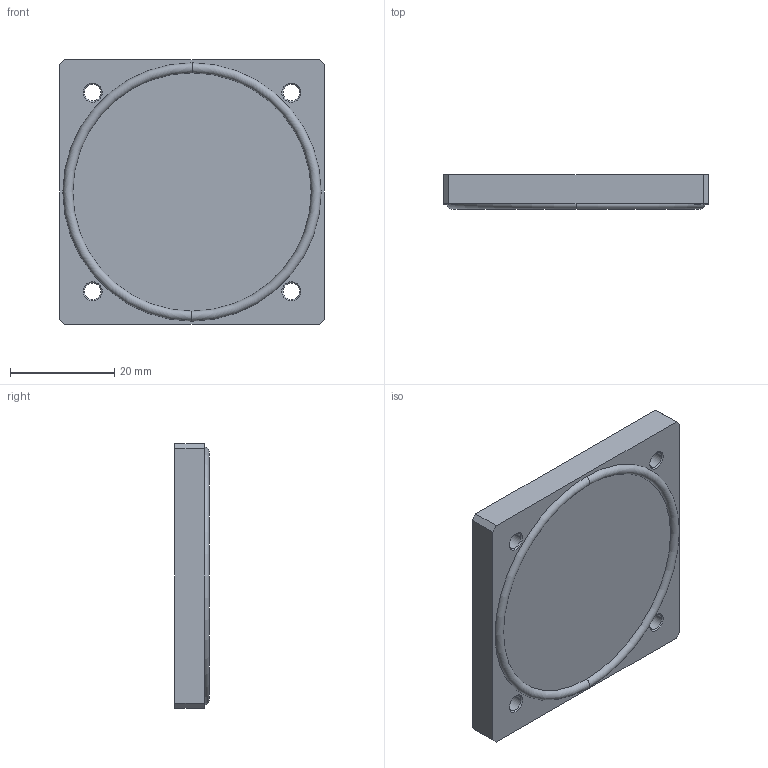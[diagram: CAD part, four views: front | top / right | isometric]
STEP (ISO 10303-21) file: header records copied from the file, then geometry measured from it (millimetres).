
FILE_DESCRIPTION((''),'2;1');
FILE_NAME('CSJ-T1A_ASM','2021-05-24T',('Administrator'),(''),'CREO PARAMETRIC BY PTC INC, 2015290','CREO PARAMETRIC BY PTC INC, 2015290','');
FILE_SCHEMA(('CONFIG_CONTROL_DESIGN'));
Length unit declared in the file: millimetre
Products named in the file (3): CSJ-T1A_A1; CSJ-T1A_B1; CSJ-T1A_ASM
Assembly tree (2 placements, depth 2):
  CSJ-T1A_ASM
    CSJ-T1A_A1
    CSJ-T1A_B1
Bounding box: 50.8 x 6.54 x 50.8 mm (x, y, z)
Volume: 13934.3 mm3; surface area: 8016.8 mm2
Topology: 2 solids, 2 shells, 140 faces, 341 edges, 213 vertices
Faces by surface type: cylinder 57, bspline 30, cone 28, plane 21, torus 4
Entity records: 6961 total; most frequent: CARTESIAN_POINT 3811, ORIENTED_EDGE 678, DIRECTION 556, EDGE_CURVE 339, VERTEX_POINT 213, AXIS2_PLACEMENT_3D 211, EDGE_LOOP 160, FACE_OUTER_BOUND 140
